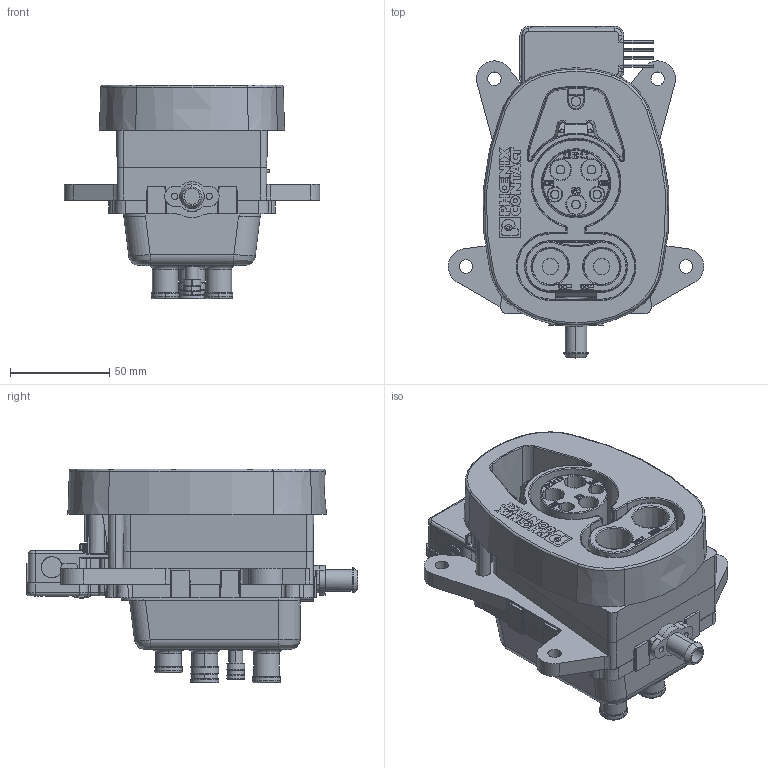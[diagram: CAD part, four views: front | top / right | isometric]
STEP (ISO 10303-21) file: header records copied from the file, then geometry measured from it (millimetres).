
FILE_DESCRIPTION(('SolidDesigner STEP Export'),'2;1');
FILE_NAME('CCS1_INLET-UNI-mit-Logo.stp','2017-06-29T13:18:06',(''),(''),'Creo Elements/Direct Modeling STEP processor for AP214 (Solid Model)','Creo Elements/Direct Modeling 18.1G 27-Feb-2015 (C) Parametric Technology GmbH','');
FILE_SCHEMA(('AUTOMOTIVE_DESIGN { 1 0 10303 214 1 1 1 1 }'));
Length unit declared in the file: millimetre
Products named in the file (3): Aktuator; CCS1_Inlet-UNI
Assembly tree (2 placements, depth 2):
  CCS1_Inlet-UNI
    CCS1_Inlet-UNI
    Aktuator
Bounding box: 128.97 x 167.5 x 107.8 mm (x, y, z)
Volume: 615093.3 mm3; surface area: 142018.4 mm2
Topology: 2 solids, 18 shells, 2819 faces, 7892 edges, 5180 vertices
Faces by surface type: plane 1648, cylinder 645, cone 175, torus 159, bspline 135, extrusion 44, revolution 8, sphere 5
Entity records: 122664 total; most frequent: CARTESIAN_POINT 52352, ORIENTED_EDGE 15656, DIRECTION 13286, EDGE_CURVE 7824, VERTEX_POINT 5163, VECTOR 4952, LINE 4907, AXIS2_PLACEMENT_3D 4163
